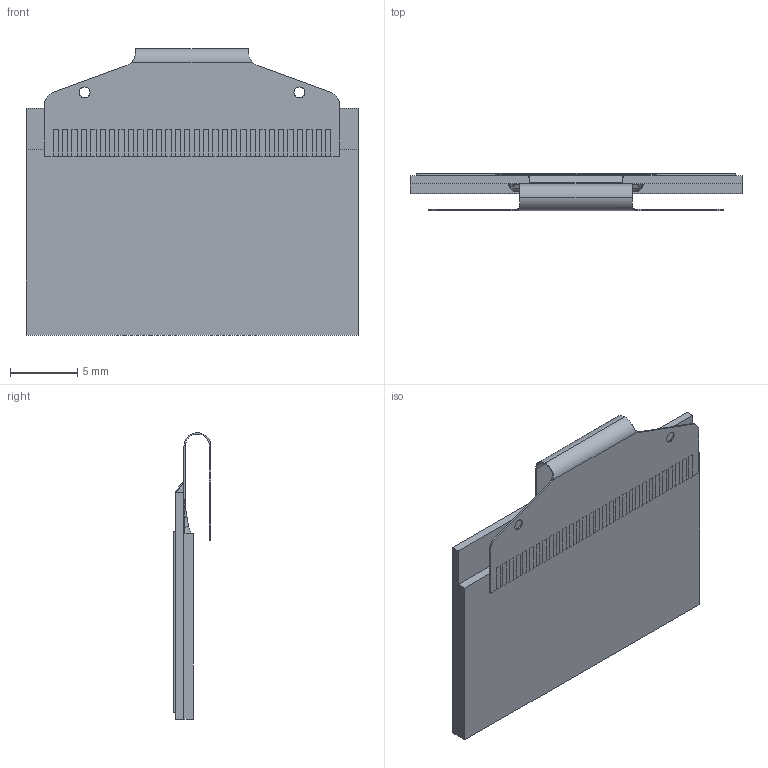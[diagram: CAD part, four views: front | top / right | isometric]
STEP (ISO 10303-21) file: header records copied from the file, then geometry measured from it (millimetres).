
FILE_DESCRIPTION(('HOOPS Exchange Step'),'2;1');
FILE_NAME('temp_export','2023-05-23T18:16:32+08:00',('lyan'),('Shapr3D Limited'),'HOOPS Exchange 2022.2','Shapr3D','Authorized');
FILE_SCHEMA( ('AUTOMOTIVE_DESIGN { 1 0 10303 214 1 1 1 1 }') );
Length unit declared in the file: millimetre
Products named in the file (3): DM-OLED096-636_Panel; DM-OLED096-636--3DModel-STEP-56544.STEP; root
Assembly tree (2 placements, depth 3):
  root
    DM-OLED096-636--3DModel-STEP-56544.STEP
      DM-OLED096-636_Panel
Bounding box: 24.74 x 2.8 x 21.35 mm (x, y, z)
Volume: 584.7 mm3; surface area: 3486.5 mm2
Topology: 40 solids, 40 shells, 423 faces, 1020 edges, 678 vertices
Faces by surface type: plane 387, cylinder 26, bspline 8, torus 2
Full cylindrical faces by diameter (mm): 0.8 x2
Entity records: 12401 total; most frequent: CARTESIAN_POINT 2449, ORIENTED_EDGE 2040, DIRECTION 1878, EDGE_CURVE 1020, VECTOR 934, LINE 934, VERTEX_POINT 678, AXIS2_PLACEMENT_3D 472
